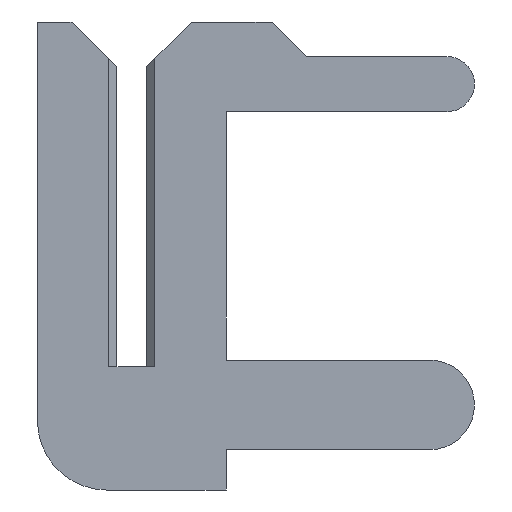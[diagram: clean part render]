
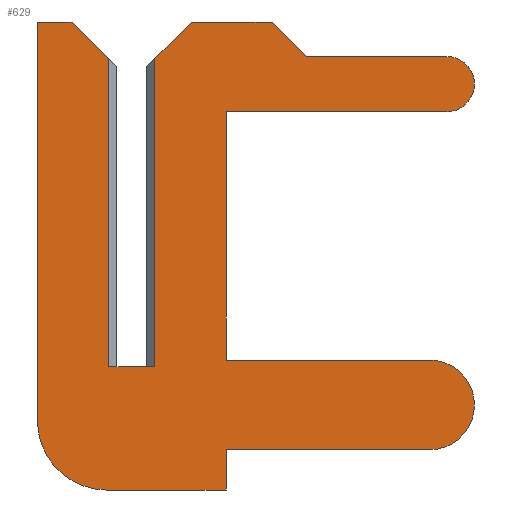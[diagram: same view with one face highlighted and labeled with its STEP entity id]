
A CAD part, left-side view. The second image highlights one B-rep face of the part: STEP entity #629.
In plain terms, the highlighted planar face has unit normal (-1, 0, 0).
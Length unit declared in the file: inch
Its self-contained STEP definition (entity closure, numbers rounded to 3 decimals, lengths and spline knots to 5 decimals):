
#2 = DIRECTION ( 'NONE',  ( 0., -1., 0. ) ) ;
#12 = VECTOR ( 'NONE', #277, 39.37008 ) ;
#13 = CARTESIAN_POINT ( 'NONE',  ( -0.01, -0.1295, 0.003 ) ) ;
#19 = VERTEX_POINT ( 'NONE', #726 ) ;
#36 = CARTESIAN_POINT ( 'NONE',  ( -0.01, -0.026, 0.15 ) ) ;
#38 = CARTESIAN_POINT ( 'NONE',  ( -0.01, -0.01, 0.15 ) ) ;
#40 = LINE ( 'NONE', #817, #12 ) ;
#49 = DIRECTION ( 'NONE',  ( 1., 0., 0. ) ) ;
#54 = LINE ( 'NONE', #121, #255 ) ;
#55 = LINE ( 'NONE', #967, #948 ) ;
#65 = CARTESIAN_POINT ( 'NONE',  ( -0.01, -0.1295, -0.036 ) ) ;
#72 = AXIS2_PLACEMENT_3D ( 'NONE', #944, #714, #485 ) ;
#78 = EDGE_CURVE ( 'NONE', #601, #733, #370, .T. ) ;
#84 = EDGE_CURVE ( 'NONE', #467, #349, #932, .T. ) ;
#97 = CARTESIAN_POINT ( 'NONE',  ( -0.01, -0.041, 0.111 ) ) ;
#99 = LINE ( 'NONE', #535, #510 ) ;
#107 = DIRECTION ( 'NONE',  ( 1., 0., 0. ) ) ;
#109 = VERTEX_POINT ( 'NONE', #360 ) ;
#111 = ORIENTED_EDGE ( 'NONE', *, *, #319, .T. ) ;
#115 = LINE ( 'NONE', #774, #246 ) ;
#116 = DIRECTION ( 'NONE',  ( 0., -0.707, -0.707 ) ) ;
#121 = CARTESIAN_POINT ( 'NONE',  ( -0.01, 0.01, -0.0235 ) ) ;
#173 = DIRECTION ( 'NONE',  ( 0., -1., 0. ) ) ;
#188 = ORIENTED_EDGE ( 'NONE', *, *, #332, .F. ) ;
#192 = DIRECTION ( 'NONE',  ( 0., -0.707, -0.707 ) ) ;
#200 = CARTESIAN_POINT ( 'NONE',  ( -0.01, 0.0065, 0.1305 ) ) ;
#207 = ORIENTED_EDGE ( 'NONE', *, *, #237, .F. ) ;
#208 = DIRECTION ( 'NONE',  ( 0., 0., 1. ) ) ;
#214 = EDGE_CURVE ( 'NONE', #740, #601, #497, .T. ) ;
#216 = EDGE_CURVE ( 'NONE', #733, #707, #40, .T. ) ;
#219 = ORIENTED_EDGE ( 'NONE', *, *, #827, .F. ) ;
#222 = DIRECTION ( 'NONE',  ( 0., 0., -1. ) ) ;
#237 = EDGE_CURVE ( 'NONE', #880, #708, #808, .T. ) ;
#243 = CARTESIAN_POINT ( 'NONE',  ( -0.01, 0.041, -0.0235 ) ) ;
#246 = VECTOR ( 'NONE', #382, 39.37008 ) ;
#255 = VECTOR ( 'NONE', #620, 39.37008 ) ;
#261 = ORIENTED_EDGE ( 'NONE', *, *, #965, .F. ) ;
#266 = LINE ( 'NONE', #38, #860 ) ;
#270 = ORIENTED_EDGE ( 'NONE', *, *, #214, .F. ) ;
#277 = DIRECTION ( 'NONE',  ( 0., -1., 0. ) ) ;
#283 = VECTOR ( 'NONE', #825, 39.37008 ) ;
#285 = LINE ( 'NONE', #477, #919 ) ;
#288 = CARTESIAN_POINT ( 'NONE',  ( -0.01, 0.026, 0.15 ) ) ;
#298 = CARTESIAN_POINT ( 'NONE',  ( -0.01, -0.1295, -0.0165 ) ) ;
#311 = CARTESIAN_POINT ( 'NONE',  ( -0.01, -0.01, 0. ) ) ;
#315 = ORIENTED_EDGE ( 'NONE', *, *, #84, .F. ) ;
#319 = EDGE_CURVE ( 'NONE', #19, #607, #266, .T. ) ;
#322 = CARTESIAN_POINT ( 'NONE',  ( -0.01, 0.0065, 0. ) ) ;
#323 = CIRCLE ( 'NONE', #610, 0.012 ) ;
#324 = PLANE ( 'NONE',  #72 ) ;
#332 = EDGE_CURVE ( 'NONE', #349, #938, #99, .T. ) ;
#341 = EDGE_CURVE ( 'NONE', #390, #988, #54, .T. ) ;
#349 = VERTEX_POINT ( 'NONE', #679 ) ;
#351 = ORIENTED_EDGE ( 'NONE', *, *, #554, .F. ) ;
#356 = CARTESIAN_POINT ( 'NONE',  ( -0.01, 0.011, -0.0535 ) ) ;
#357 = EDGE_CURVE ( 'NONE', #803, #467, #688, .T. ) ;
#360 = CARTESIAN_POINT ( 'NONE',  ( -0.01, 0.026, 0.15 ) ) ;
#369 = EDGE_CURVE ( 'NONE', #909, #109, #873, .T. ) ;
#370 = LINE ( 'NONE', #599, #549 ) ;
#377 = ORIENTED_EDGE ( 'NONE', *, *, #357, .F. ) ;
#382 = DIRECTION ( 'NONE',  ( 0., -0.707, 0.707 ) ) ;
#390 = VERTEX_POINT ( 'NONE', #1000 ) ;
#420 = CARTESIAN_POINT ( 'NONE',  ( -0.01, -0.041, 0.111 ) ) ;
#421 = ORIENTED_EDGE ( 'NONE', *, *, #471, .F. ) ;
#425 = AXIS2_PLACEMENT_3D ( 'NONE', #298, #49, #208 ) ;
#431 = CARTESIAN_POINT ( 'NONE',  ( -0.01, -0.041, 0.003 ) ) ;
#465 = DIRECTION ( 'NONE',  ( 0., 0., 1. ) ) ;
#467 = VERTEX_POINT ( 'NONE', #65 ) ;
#471 = EDGE_CURVE ( 'NONE', #567, #909, #635, .T. ) ;
#477 = CARTESIAN_POINT ( 'NONE',  ( -0.01, 0.011, -0.0535 ) ) ;
#485 = DIRECTION ( 'NONE',  ( 0., 0., 1. ) ) ;
#488 = LINE ( 'NONE', #97, #665 ) ;
#497 = LINE ( 'NONE', #36, #283 ) ;
#510 = VECTOR ( 'NONE', #914, 39.37008 ) ;
#517 = DIRECTION ( 'NONE',  ( 0., 0., 1. ) ) ;
#529 = CARTESIAN_POINT ( 'NONE',  ( -0.01, 0.041, 0.15 ) ) ;
#534 = VECTOR ( 'NONE', #465, 39.37008 ) ;
#535 = CARTESIAN_POINT ( 'NONE',  ( -0.01, -0.041, -0.0535 ) ) ;
#549 = VECTOR ( 'NONE', #116, 39.37008 ) ;
#554 = EDGE_CURVE ( 'NONE', #938, #1004, #285, .T. ) ;
#557 = DIRECTION ( 'NONE',  ( 0., 1., 0. ) ) ;
#559 = CARTESIAN_POINT ( 'NONE',  ( -0.01, -0.137, 0.135 ) ) ;
#567 = VERTEX_POINT ( 'NONE', #243 ) ;
#568 = ORIENTED_EDGE ( 'NONE', *, *, #78, .F. ) ;
#585 = ORIENTED_EDGE ( 'NONE', *, *, #878, .F. ) ;
#590 = EDGE_CURVE ( 'NONE', #19, #740, #115, .T. ) ;
#599 = CARTESIAN_POINT ( 'NONE',  ( -0.01, -0.076, 0.135 ) ) ;
#601 = VERTEX_POINT ( 'NONE', #1014 ) ;
#607 = VERTEX_POINT ( 'NONE', #311 ) ;
#610 = AXIS2_PLACEMENT_3D ( 'NONE', #806, #997, #826 ) ;
#615 = EDGE_LOOP ( 'NONE', ( #668, #111, #778, #981, #741, #961, #421, #261, #351, #188, #315, #377, #976, #207, #219, #585, #719, #568, #270 ) ) ;
#620 = DIRECTION ( 'NONE',  ( 0., 0., 1. ) ) ;
#629 = ADVANCED_FACE ( 'NONE', ( #737 ), #324, .T. ) ;
#635 = LINE ( 'NONE', #696, #534 ) ;
#649 = DIRECTION ( 'NONE',  ( 0., 1., 0. ) ) ;
#660 = CARTESIAN_POINT ( 'NONE',  ( -0.01, -0.041, -0.036 ) ) ;
#665 = VECTOR ( 'NONE', #649, 39.37008 ) ;
#668 = ORIENTED_EDGE ( 'NONE', *, *, #590, .F. ) ;
#679 = CARTESIAN_POINT ( 'NONE',  ( -0.01, -0.041, -0.036 ) ) ;
#688 = CIRCLE ( 'NONE', #425, 0.0195 ) ;
#696 = CARTESIAN_POINT ( 'NONE',  ( -0.01, 0.041, 0.15 ) ) ;
#706 = LINE ( 'NONE', #200, #1003 ) ;
#707 = VERTEX_POINT ( 'NONE', #559 ) ;
#708 = VERTEX_POINT ( 'NONE', #796 ) ;
#714 = DIRECTION ( 'NONE',  ( -1., 0., 0. ) ) ;
#715 = VECTOR ( 'NONE', #771, 39.37008 ) ;
#719 = ORIENTED_EDGE ( 'NONE', *, *, #216, .F. ) ;
#722 = CARTESIAN_POINT ( 'NONE',  ( -0.01, -0.026, 0.15 ) ) ;
#726 = CARTESIAN_POINT ( 'NONE',  ( -0.01, -0.01, 0.134 ) ) ;
#733 = VERTEX_POINT ( 'NONE', #791 ) ;
#737 = FACE_OUTER_BOUND ( 'NONE', #615, .T. ) ;
#739 = DIRECTION ( 'NONE',  ( 0., 1., 0. ) ) ;
#740 = VERTEX_POINT ( 'NONE', #722 ) ;
#741 = ORIENTED_EDGE ( 'NONE', *, *, #1007, .F. ) ;
#754 = CARTESIAN_POINT ( 'NONE',  ( -0.01, -0.041, -0.0535 ) ) ;
#758 = EDGE_CURVE ( 'NONE', #390, #607, #893, .T. ) ;
#771 = DIRECTION ( 'NONE',  ( 0., -1., 0. ) ) ;
#774 = CARTESIAN_POINT ( 'NONE',  ( -0.01, -0.0065, 0.1305 ) ) ;
#778 = ORIENTED_EDGE ( 'NONE', *, *, #758, .F. ) ;
#791 = CARTESIAN_POINT ( 'NONE',  ( -0.01, -0.076, 0.135 ) ) ;
#796 = CARTESIAN_POINT ( 'NONE',  ( -0.01, -0.041, 0.003 ) ) ;
#803 = VERTEX_POINT ( 'NONE', #13 ) ;
#805 = EDGE_CURVE ( 'NONE', #708, #803, #55, .T. ) ;
#806 = CARTESIAN_POINT ( 'NONE',  ( -0.01, -0.137, 0.123 ) ) ;
#808 = LINE ( 'NONE', #431, #958 ) ;
#817 = CARTESIAN_POINT ( 'NONE',  ( -0.01, -0.137, 0.135 ) ) ;
#822 = CARTESIAN_POINT ( 'NONE',  ( -0.01, -0.137, 0.111 ) ) ;
#823 = CIRCLE ( 'NONE', #916, 0.03 ) ;
#825 = DIRECTION ( 'NONE',  ( 0., -1., 0. ) ) ;
#826 = DIRECTION ( 'NONE',  ( 0., 0., 1. ) ) ;
#827 = EDGE_CURVE ( 'NONE', #896, #880, #488, .T. ) ;
#832 = CARTESIAN_POINT ( 'NONE',  ( -0.01, 0.011, -0.0235 ) ) ;
#860 = VECTOR ( 'NONE', #222, 39.37008 ) ;
#873 = LINE ( 'NONE', #288, #715 ) ;
#878 = EDGE_CURVE ( 'NONE', #707, #896, #323, .T. ) ;
#880 = VERTEX_POINT ( 'NONE', #420 ) ;
#893 = LINE ( 'NONE', #322, #969 ) ;
#896 = VERTEX_POINT ( 'NONE', #822 ) ;
#900 = DIRECTION ( 'NONE',  ( 0., 0., -1. ) ) ;
#909 = VERTEX_POINT ( 'NONE', #529 ) ;
#914 = DIRECTION ( 'NONE',  ( 0., 0., -1. ) ) ;
#916 = AXIS2_PLACEMENT_3D ( 'NONE', #832, #107, #517 ) ;
#919 = VECTOR ( 'NONE', #557, 39.37008 ) ;
#932 = LINE ( 'NONE', #660, #1012 ) ;
#938 = VERTEX_POINT ( 'NONE', #754 ) ;
#944 = CARTESIAN_POINT ( 'NONE',  ( -0.01, 0.011, -0.0235 ) ) ;
#948 = VECTOR ( 'NONE', #173, 39.37008 ) ;
#958 = VECTOR ( 'NONE', #900, 39.37008 ) ;
#961 = ORIENTED_EDGE ( 'NONE', *, *, #369, .F. ) ;
#965 = EDGE_CURVE ( 'NONE', #1004, #567, #823, .T. ) ;
#967 = CARTESIAN_POINT ( 'NONE',  ( -0.01, -0.1295, 0.003 ) ) ;
#969 = VECTOR ( 'NONE', #2, 39.37008 ) ;
#976 = ORIENTED_EDGE ( 'NONE', *, *, #805, .F. ) ;
#981 = ORIENTED_EDGE ( 'NONE', *, *, #341, .T. ) ;
#984 = CARTESIAN_POINT ( 'NONE',  ( -0.01, 0.01, 0.134 ) ) ;
#988 = VERTEX_POINT ( 'NONE', #984 ) ;
#997 = DIRECTION ( 'NONE',  ( 1., 0., 0. ) ) ;
#1000 = CARTESIAN_POINT ( 'NONE',  ( -0.01, 0.01, 0. ) ) ;
#1003 = VECTOR ( 'NONE', #192, 39.37008 ) ;
#1004 = VERTEX_POINT ( 'NONE', #356 ) ;
#1007 = EDGE_CURVE ( 'NONE', #109, #988, #706, .T. ) ;
#1012 = VECTOR ( 'NONE', #739, 39.37008 ) ;
#1014 = CARTESIAN_POINT ( 'NONE',  ( -0.01, -0.061, 0.15 ) ) ;
